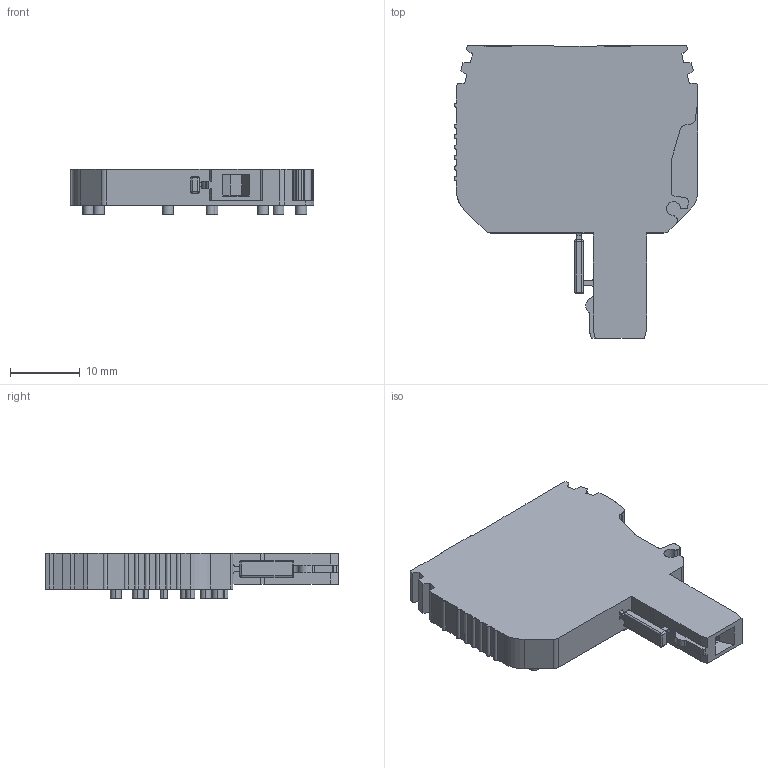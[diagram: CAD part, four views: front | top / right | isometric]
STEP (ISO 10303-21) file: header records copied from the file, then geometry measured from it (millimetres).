
FILE_DESCRIPTION (( 'STEP AP214' ), '1' );
FILE_NAME ('310729_SG_PT 2.5GDB_1M_Grey.STEP', '2017-10-02T10:21:17', ( '' ), ( '' ), 'SwSTEP 2.0', 'SolidWorks 2017', '' );
FILE_SCHEMA (( 'AUTOMOTIVE_DESIGN' ));
Length unit declared in the file: millimetre
Products named in the file (1): 310729_SG_PT 2.5GDB_1M_Grey
Bounding box: 34.9 x 41.9 x 6.55 mm (x, y, z)
Volume: 4930.5 mm3; surface area: 2971.4 mm2
Topology: 1 solids, 1 shells, 246 faces, 661 edges, 426 vertices
Faces by surface type: plane 154, cylinder 84, sphere 8
Entity records: 7641 total; most frequent: CARTESIAN_POINT 1341, DIRECTION 1311, ORIENTED_EDGE 1306, EDGE_CURVE 653, LINE 479, VECTOR 479, VERTEX_POINT 426, AXIS2_PLACEMENT_3D 416
